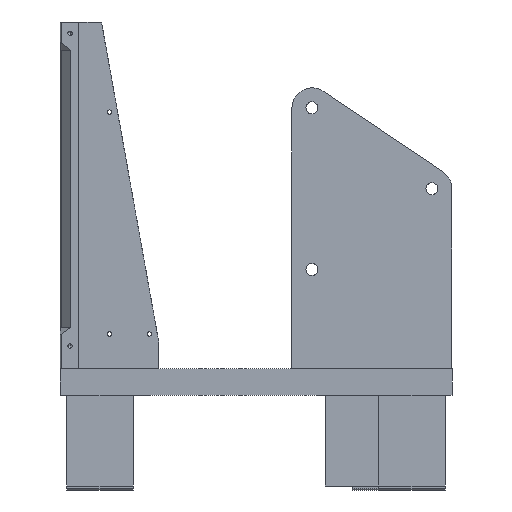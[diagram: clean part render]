
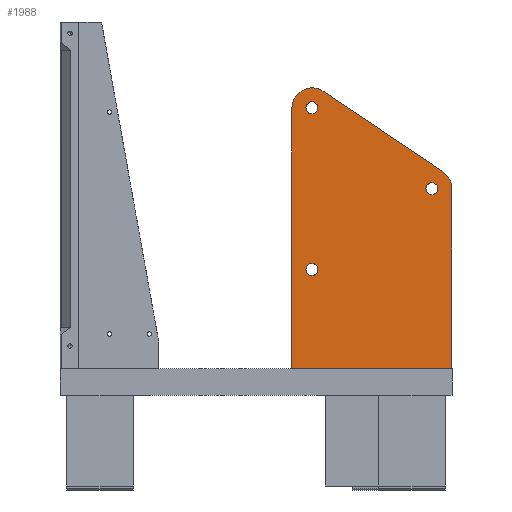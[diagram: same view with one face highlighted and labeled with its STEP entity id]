
A CAD part, left-side view. The second image highlights one B-rep face of the part: STEP entity #1988.
In plain terms, the highlighted face is planar.
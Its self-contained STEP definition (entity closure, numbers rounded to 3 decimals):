
#145 = EDGE_LOOP ( 'NONE', ( #3086, #3521, #425, #2387, #4801, #10226 ) ) ;
#391 = CARTESIAN_POINT ( 'NONE',  ( -53., -5., -30. ) ) ;
#425 = ORIENTED_EDGE ( 'NONE', *, *, #11248, .F. ) ;
#524 = CARTESIAN_POINT ( 'NONE',  ( -53., -5., 30. ) ) ;
#641 = DIRECTION ( 'NONE',  ( 0., 0., 1. ) ) ;
#924 = DIRECTION ( 'NONE',  ( 0., -1., 0. ) ) ;
#1069 = CIRCLE ( 'NONE', #14696, 2.25 ) ;
#1184 = DIRECTION ( 'NONE',  ( 0., 1., 0. ) ) ;
#1378 = DIRECTION ( 'NONE',  ( 0., 1., 0. ) ) ;
#1613 = FACE_OUTER_BOUND ( 'NONE', #145, .T. ) ;
#1676 = VERTEX_POINT ( 'NONE', #8218 ) ;
#1703 = VERTEX_POINT ( 'NONE', #5650 ) ;
#1988 = ADVANCED_FACE ( 'NONE', ( #1613, #15688, #3929, #14590 ), #10437, .T. ) ;
#2332 = ORIENTED_EDGE ( 'NONE', *, *, #12067, .T. ) ;
#2387 = ORIENTED_EDGE ( 'NONE', *, *, #5154, .F. ) ;
#2710 = AXIS2_PLACEMENT_3D ( 'NONE', #12887, #924, #11601 ) ;
#2778 = LINE ( 'NONE', #9338, #11456 ) ;
#3063 = DIRECTION ( 'NONE',  ( -1., 0., 0. ) ) ;
#3086 = ORIENTED_EDGE ( 'NONE', *, *, #3450, .T. ) ;
#3115 = EDGE_CURVE ( 'NONE', #14261, #9748, #5982, .T. ) ;
#3174 = ORIENTED_EDGE ( 'NONE', *, *, #7593, .T. ) ;
#3358 = DIRECTION ( 'NONE',  ( 1., 0., 0. ) ) ;
#3450 = EDGE_CURVE ( 'NONE', #13035, #11910, #3556, .T. ) ;
#3487 = DIRECTION ( 'NONE',  ( 0., 0., 1. ) ) ;
#3521 = ORIENTED_EDGE ( 'NONE', *, *, #6093, .F. ) ;
#3556 = CIRCLE ( 'NONE', #8169, 7.5 ) ;
#3840 = DIRECTION ( 'NONE',  ( 0., 0., 1. ) ) ;
#3929 = FACE_BOUND ( 'NONE', #4702, .T. ) ;
#4259 = CARTESIAN_POINT ( 'NONE',  ( 0., -5., 0. ) ) ;
#4376 = VECTOR ( 'NONE', #9062, 1000. ) ;
#4702 = EDGE_LOOP ( 'NONE', ( #3174, #10039 ) ) ;
#4764 = VERTEX_POINT ( 'NONE', #5255 ) ;
#4793 = LINE ( 'NONE', #524, #7204 ) ;
#4801 = ORIENTED_EDGE ( 'NONE', *, *, #15831, .T. ) ;
#5122 = AXIS2_PLACEMENT_3D ( 'NONE', #12895, #1184, #3840 ) ;
#5154 = EDGE_CURVE ( 'NONE', #1703, #14195, #4793, .T. ) ;
#5255 = CARTESIAN_POINT ( 'NONE',  ( -14.5, -5., 20.25 ) ) ;
#5340 = CIRCLE ( 'NONE', #8628, 2.25 ) ;
#5385 = CARTESIAN_POINT ( 'NONE',  ( -44.8, -5., -22.5 ) ) ;
#5494 = DIRECTION ( 'NONE',  ( 0., -1., 0. ) ) ;
#5646 = DIRECTION ( 'NONE',  ( 0., 0., 1. ) ) ;
#5650 = CARTESIAN_POINT ( 'NONE',  ( -14.5, -5., 30. ) ) ;
#5741 = CIRCLE ( 'NONE', #9009, 2.25 ) ;
#5982 = CIRCLE ( 'NONE', #6271, 2.25 ) ;
#5987 = DIRECTION ( 'NONE',  ( 0., 1., 0. ) ) ;
#6093 = EDGE_CURVE ( 'NONE', #8450, #11910, #12101, .T. ) ;
#6241 = CARTESIAN_POINT ( 'NONE',  ( -14.5, -5., 22.5 ) ) ;
#6271 = AXIS2_PLACEMENT_3D ( 'NONE', #7776, #1378, #9331 ) ;
#6341 = LINE ( 'NONE', #10109, #4376 ) ;
#6370 = CARTESIAN_POINT ( 'NONE',  ( -20.721, -5., 26.689 ) ) ;
#6404 = EDGE_LOOP ( 'NONE', ( #15576, #2332 ) ) ;
#6768 = CARTESIAN_POINT ( 'NONE',  ( -44.8, -5., -22.5 ) ) ;
#6958 = ORIENTED_EDGE ( 'NONE', *, *, #15369, .T. ) ;
#7204 = VECTOR ( 'NONE', #3358, 1000. ) ;
#7272 = VERTEX_POINT ( 'NONE', #16416 ) ;
#7593 = EDGE_CURVE ( 'NONE', #10048, #7272, #5340, .T. ) ;
#7776 = CARTESIAN_POINT ( 'NONE',  ( -44.8, -5., -22.5 ) ) ;
#7918 = CARTESIAN_POINT ( 'NONE',  ( -44.8, -5., -30. ) ) ;
#7962 = ORIENTED_EDGE ( 'NONE', *, *, #9716, .T. ) ;
#8131 = CIRCLE ( 'NONE', #5122, 2.25 ) ;
#8169 = AXIS2_PLACEMENT_3D ( 'NONE', #6768, #5494, #10622 ) ;
#8218 = CARTESIAN_POINT ( 'NONE',  ( -14.5, -5., 24.75 ) ) ;
#8314 = VECTOR ( 'NONE', #3063, 1000. ) ;
#8420 = CIRCLE ( 'NONE', #2710, 7.5 ) ;
#8450 = VERTEX_POINT ( 'NONE', #13492 ) ;
#8482 = AXIS2_PLACEMENT_3D ( 'NONE', #5385, #12061, #5646 ) ;
#8628 = AXIS2_PLACEMENT_3D ( 'NONE', #10076, #15173, #3487 ) ;
#8909 = VERTEX_POINT ( 'NONE', #6370 ) ;
#9009 = AXIS2_PLACEMENT_3D ( 'NONE', #13281, #9804, #641 ) ;
#9062 = DIRECTION ( 'NONE',  ( -0.559, 0., -0.829 ) ) ;
#9331 = DIRECTION ( 'NONE',  ( 0., 0., 1. ) ) ;
#9338 = CARTESIAN_POINT ( 'NONE',  ( 53., -5., 30. ) ) ;
#9437 = CARTESIAN_POINT ( 'NONE',  ( -44.8, -5., -20.25 ) ) ;
#9716 = EDGE_CURVE ( 'NONE', #1676, #4764, #1069, .T. ) ;
#9748 = VERTEX_POINT ( 'NONE', #16646 ) ;
#9804 = DIRECTION ( 'NONE',  ( 0., 1., 0. ) ) ;
#10039 = ORIENTED_EDGE ( 'NONE', *, *, #10241, .T. ) ;
#10048 = VERTEX_POINT ( 'NONE', #13126 ) ;
#10076 = CARTESIAN_POINT ( 'NONE',  ( 15.8, -5., -22.5 ) ) ;
#10109 = CARTESIAN_POINT ( 'NONE',  ( -51.021, -5., -18.311 ) ) ;
#10226 = ORIENTED_EDGE ( 'NONE', *, *, #11484, .T. ) ;
#10241 = EDGE_CURVE ( 'NONE', #7272, #10048, #5741, .T. ) ;
#10437 = PLANE ( 'NONE',  #15524 ) ;
#10585 = EDGE_LOOP ( 'NONE', ( #7962, #6958 ) ) ;
#10622 = DIRECTION ( 'NONE',  ( 0., 0., 1. ) ) ;
#11248 = EDGE_CURVE ( 'NONE', #14195, #8450, #2778, .T. ) ;
#11364 = DIRECTION ( 'NONE',  ( 0., 0., 1. ) ) ;
#11456 = VECTOR ( 'NONE', #15893, 1000. ) ;
#11484 = EDGE_CURVE ( 'NONE', #8909, #13035, #6341, .T. ) ;
#11601 = DIRECTION ( 'NONE',  ( 0., 0., 1. ) ) ;
#11910 = VERTEX_POINT ( 'NONE', #7918 ) ;
#12061 = DIRECTION ( 'NONE',  ( 0., 1., 0. ) ) ;
#12067 = EDGE_CURVE ( 'NONE', #9748, #14261, #15823, .T. ) ;
#12101 = LINE ( 'NONE', #391, #8314 ) ;
#12887 = CARTESIAN_POINT ( 'NONE',  ( -14.5, -5., 22.5 ) ) ;
#12895 = CARTESIAN_POINT ( 'NONE',  ( -14.5, -5., 22.5 ) ) ;
#13035 = VERTEX_POINT ( 'NONE', #16604 ) ;
#13062 = DIRECTION ( 'NONE',  ( 0., 0., -1. ) ) ;
#13126 = CARTESIAN_POINT ( 'NONE',  ( 15.8, -5., -20.25 ) ) ;
#13281 = CARTESIAN_POINT ( 'NONE',  ( 15.8, -5., -22.5 ) ) ;
#13492 = CARTESIAN_POINT ( 'NONE',  ( 53., -5., -30. ) ) ;
#14056 = CARTESIAN_POINT ( 'NONE',  ( 53., -5., 30. ) ) ;
#14195 = VERTEX_POINT ( 'NONE', #14056 ) ;
#14261 = VERTEX_POINT ( 'NONE', #9437 ) ;
#14590 = FACE_BOUND ( 'NONE', #10585, .T. ) ;
#14696 = AXIS2_PLACEMENT_3D ( 'NONE', #6241, #5987, #11364 ) ;
#15173 = DIRECTION ( 'NONE',  ( 0., 1., 0. ) ) ;
#15369 = EDGE_CURVE ( 'NONE', #4764, #1676, #8131, .T. ) ;
#15524 = AXIS2_PLACEMENT_3D ( 'NONE', #4259, #15951, #13062 ) ;
#15576 = ORIENTED_EDGE ( 'NONE', *, *, #3115, .T. ) ;
#15688 = FACE_BOUND ( 'NONE', #6404, .T. ) ;
#15823 = CIRCLE ( 'NONE', #8482, 2.25 ) ;
#15831 = EDGE_CURVE ( 'NONE', #1703, #8909, #8420, .T. ) ;
#15893 = DIRECTION ( 'NONE',  ( 0., 0., -1. ) ) ;
#15951 = DIRECTION ( 'NONE',  ( 0., -1., 0. ) ) ;
#16416 = CARTESIAN_POINT ( 'NONE',  ( 15.8, -5., -24.75 ) ) ;
#16604 = CARTESIAN_POINT ( 'NONE',  ( -51.021, -5., -18.311 ) ) ;
#16646 = CARTESIAN_POINT ( 'NONE',  ( -44.8, -5., -24.75 ) ) ;
